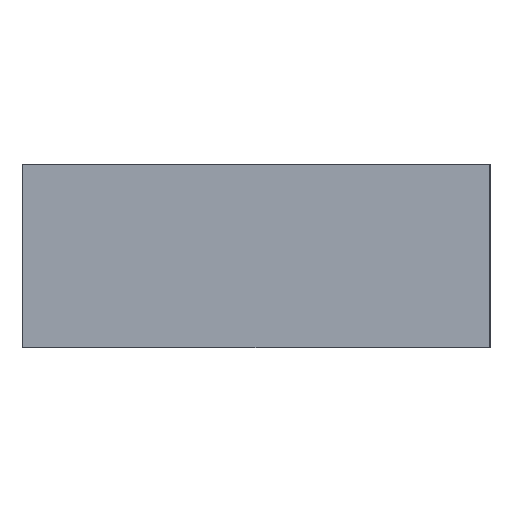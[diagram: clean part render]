
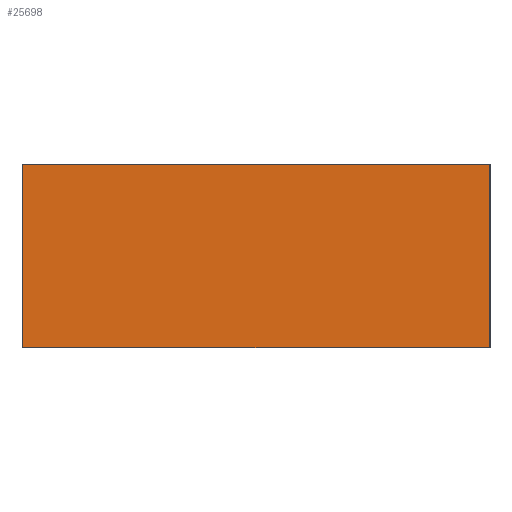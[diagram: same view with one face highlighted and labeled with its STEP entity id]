
A CAD part, left-side view. The second image highlights one B-rep face of the part: STEP entity #25698.
In plain terms, the highlighted planar face has unit normal (-1, 0, 0).
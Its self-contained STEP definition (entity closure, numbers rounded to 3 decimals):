
#34 = PLANE ( 'NONE',  #33746 ) ;
#2482 = EDGE_CURVE ( 'NONE', #28314, #15366, #34074, .T. ) ;
#2611 = DIRECTION ( 'NONE',  ( 0., 0., -1. ) ) ;
#2808 = DIRECTION ( 'NONE',  ( 1., 0., 0. ) ) ;
#4344 = ORIENTED_EDGE ( 'NONE', *, *, #23566, .T. ) ;
#5333 = LINE ( 'NONE', #30590, #9834 ) ;
#6728 = VERTEX_POINT ( 'NONE', #8395 ) ;
#7139 = ORIENTED_EDGE ( 'NONE', *, *, #7970, .T. ) ;
#7173 = CARTESIAN_POINT ( 'NONE',  ( -13., -0.825, 0. ) ) ;
#7689 = LINE ( 'NONE', #14924, #14655 ) ;
#7970 = EDGE_CURVE ( 'NONE', #6728, #14366, #21109, .T. ) ;
#7978 = VECTOR ( 'NONE', #23791, 1000. ) ;
#8395 = CARTESIAN_POINT ( 'NONE',  ( -13., 0.825, 0. ) ) ;
#8491 = CARTESIAN_POINT ( 'NONE',  ( -13., 3.825, 0. ) ) ;
#8750 = EDGE_LOOP ( 'NONE', ( #18706, #7139, #4344, #28397, #9346, #15378 ) ) ;
#9236 = CARTESIAN_POINT ( 'NONE',  ( -13., -3.825, 3. ) ) ;
#9346 = ORIENTED_EDGE ( 'NONE', *, *, #2482, .F. ) ;
#9834 = VECTOR ( 'NONE', #33214, 1000. ) ;
#14366 = VERTEX_POINT ( 'NONE', #7173 ) ;
#14655 = VECTOR ( 'NONE', #17531, 1000. ) ;
#14924 = CARTESIAN_POINT ( 'NONE',  ( -13., -3.825, 3. ) ) ;
#15366 = VERTEX_POINT ( 'NONE', #9236 ) ;
#15378 = ORIENTED_EDGE ( 'NONE', *, *, #23821, .T. ) ;
#16475 = CARTESIAN_POINT ( 'NONE',  ( -13., 3.825, 3. ) ) ;
#17531 = DIRECTION ( 'NONE',  ( 0., 0., -1. ) ) ;
#18222 = VECTOR ( 'NONE', #28347, 1000. ) ;
#18506 = CARTESIAN_POINT ( 'NONE',  ( -13., 3.825, 3. ) ) ;
#18706 = ORIENTED_EDGE ( 'NONE', *, *, #27820, .T. ) ;
#19434 = VECTOR ( 'NONE', #2611, 1000. ) ;
#20060 = VECTOR ( 'NONE', #31865, 1000. ) ;
#21109 = LINE ( 'NONE', #31633, #7978 ) ;
#21157 = DIRECTION ( 'NONE',  ( 0., 1., 0. ) ) ;
#23079 = FACE_OUTER_BOUND ( 'NONE', #8750, .T. ) ;
#23396 = CARTESIAN_POINT ( 'NONE',  ( -13., -3.825, 0. ) ) ;
#23566 = EDGE_CURVE ( 'NONE', #14366, #23801, #25204, .T. ) ;
#23791 = DIRECTION ( 'NONE',  ( 0., -1., 0. ) ) ;
#23801 = VERTEX_POINT ( 'NONE', #23396 ) ;
#23821 = EDGE_CURVE ( 'NONE', #28314, #30301, #32630, .T. ) ;
#25204 = LINE ( 'NONE', #25707, #18222 ) ;
#25698 = ADVANCED_FACE ( 'NONE', ( #23079 ), #34, .F. ) ;
#25707 = CARTESIAN_POINT ( 'NONE',  ( -13., 3.825, 0. ) ) ;
#26540 = CARTESIAN_POINT ( 'NONE',  ( -13., 3.825, 3. ) ) ;
#27820 = EDGE_CURVE ( 'NONE', #30301, #6728, #5333, .T. ) ;
#28314 = VERTEX_POINT ( 'NONE', #16475 ) ;
#28347 = DIRECTION ( 'NONE',  ( 0., -1., 0. ) ) ;
#28397 = ORIENTED_EDGE ( 'NONE', *, *, #30502, .F. ) ;
#30301 = VERTEX_POINT ( 'NONE', #8491 ) ;
#30502 = EDGE_CURVE ( 'NONE', #15366, #23801, #7689, .T. ) ;
#30590 = CARTESIAN_POINT ( 'NONE',  ( -13., 3.825, 0. ) ) ;
#31633 = CARTESIAN_POINT ( 'NONE',  ( -13., 3.825, 0. ) ) ;
#31865 = DIRECTION ( 'NONE',  ( 0., -1., 0. ) ) ;
#32630 = LINE ( 'NONE', #34086, #19434 ) ;
#33214 = DIRECTION ( 'NONE',  ( 0., -1., 0. ) ) ;
#33746 = AXIS2_PLACEMENT_3D ( 'NONE', #18506, #2808, #21157 ) ;
#34074 = LINE ( 'NONE', #26540, #20060 ) ;
#34086 = CARTESIAN_POINT ( 'NONE',  ( -13., 3.825, 3. ) ) ;
